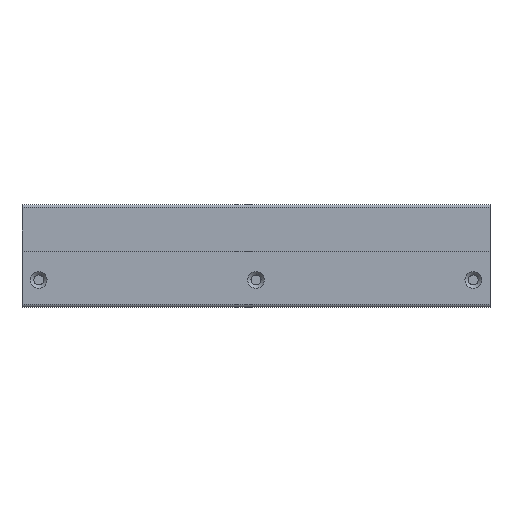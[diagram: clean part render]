
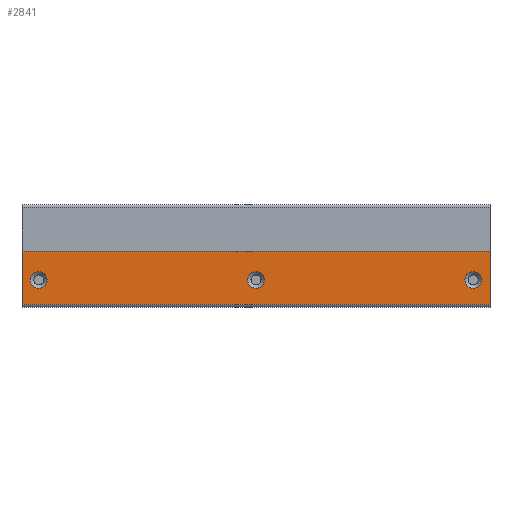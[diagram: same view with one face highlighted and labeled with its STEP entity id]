
A CAD part, top view. The second image highlights one B-rep face of the part: STEP entity #2841.
In plain terms, the highlighted planar face has unit normal (0, 0, 1).
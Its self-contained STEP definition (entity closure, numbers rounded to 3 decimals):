
#69 = FACE_BOUND ( 'NONE', #2296, .T. ) ;
#87 = EDGE_LOOP ( 'NONE', ( #3490 ) ) ;
#119 = ORIENTED_EDGE ( 'NONE', *, *, #1553, .T. ) ;
#170 = VERTEX_POINT ( 'NONE', #204 ) ;
#193 = DIRECTION ( 'NONE',  ( 0., 0., -1. ) ) ;
#204 = CARTESIAN_POINT ( 'NONE',  ( 0., -4.75, 34. ) ) ;
#221 = VECTOR ( 'NONE', #278, 1000. ) ;
#265 = EDGE_CURVE ( 'NONE', #954, #3252, #2435, .T. ) ;
#278 = DIRECTION ( 'NONE',  ( -1., 0., 0. ) ) ;
#314 = CARTESIAN_POINT ( 'NONE',  ( 65., -4.75, 34. ) ) ;
#325 = LINE ( 'NONE', #2847, #3117 ) ;
#423 = FACE_BOUND ( 'NONE', #87, .T. ) ;
#432 = CARTESIAN_POINT ( 'NONE',  ( 70., -14.492, 34. ) ) ;
#457 = FACE_BOUND ( 'NONE', #4044, .T. ) ;
#459 = CARTESIAN_POINT ( 'NONE',  ( 65., -7.25, 34. ) ) ;
#503 = CARTESIAN_POINT ( 'NONE',  ( 70., 1.4, 34. ) ) ;
#581 = CARTESIAN_POINT ( 'NONE',  ( 70., 1.4, 34. ) ) ;
#672 = CIRCLE ( 'NONE', #862, 2.5 ) ;
#711 = LINE ( 'NONE', #2584, #1927 ) ;
#744 = PLANE ( 'NONE',  #894 ) ;
#785 = FACE_OUTER_BOUND ( 'NONE', #2324, .T. ) ;
#807 = DIRECTION ( 'NONE',  ( 0., 1., 0. ) ) ;
#839 = EDGE_CURVE ( 'NONE', #170, #170, #2407, .T. ) ;
#862 = AXIS2_PLACEMENT_3D ( 'NONE', #459, #193, #807 ) ;
#894 = AXIS2_PLACEMENT_3D ( 'NONE', #2030, #2009, #2347 ) ;
#938 = CARTESIAN_POINT ( 'NONE',  ( -70., -14.492, 34. ) ) ;
#954 = VERTEX_POINT ( 'NONE', #968 ) ;
#968 = CARTESIAN_POINT ( 'NONE',  ( 70., 1.4, 34. ) ) ;
#973 = VERTEX_POINT ( 'NONE', #3785 ) ;
#1083 = DIRECTION ( 'NONE',  ( 0., 0., -1. ) ) ;
#1129 = DIRECTION ( 'NONE',  ( 0., 1., 0. ) ) ;
#1210 = VERTEX_POINT ( 'NONE', #314 ) ;
#1286 = VERTEX_POINT ( 'NONE', #938 ) ;
#1372 = DIRECTION ( 'NONE',  ( 0., 1., 0. ) ) ;
#1376 = EDGE_CURVE ( 'NONE', #954, #2189, #3095, .T. ) ;
#1427 = EDGE_CURVE ( 'NONE', #2189, #1286, #711, .T. ) ;
#1553 = EDGE_CURVE ( 'NONE', #1210, #1210, #672, .T. ) ;
#1626 = EDGE_CURVE ( 'NONE', #3252, #1286, #325, .T. ) ;
#1668 = ORIENTED_EDGE ( 'NONE', *, *, #1626, .F. ) ;
#1737 = CARTESIAN_POINT ( 'NONE',  ( -70., 1.4, 34. ) ) ;
#1880 = CIRCLE ( 'NONE', #2419, 2.5 ) ;
#1927 = VECTOR ( 'NONE', #2609, 1000. ) ;
#2009 = DIRECTION ( 'NONE',  ( 0., 0., -1. ) ) ;
#2030 = CARTESIAN_POINT ( 'NONE',  ( 70., 1.4, 34. ) ) ;
#2189 = VERTEX_POINT ( 'NONE', #1737 ) ;
#2296 = EDGE_LOOP ( 'NONE', ( #119 ) ) ;
#2324 = EDGE_LOOP ( 'NONE', ( #3146, #1668, #3126, #2341 ) ) ;
#2341 = ORIENTED_EDGE ( 'NONE', *, *, #1376, .T. ) ;
#2347 = DIRECTION ( 'NONE',  ( 0., 1., 0. ) ) ;
#2393 = ORIENTED_EDGE ( 'NONE', *, *, #839, .T. ) ;
#2403 = AXIS2_PLACEMENT_3D ( 'NONE', #3000, #2466, #1129 ) ;
#2407 = CIRCLE ( 'NONE', #2403, 2.5 ) ;
#2419 = AXIS2_PLACEMENT_3D ( 'NONE', #3889, #1083, #1372 ) ;
#2435 = LINE ( 'NONE', #503, #2887 ) ;
#2466 = DIRECTION ( 'NONE',  ( 0., 0., -1. ) ) ;
#2584 = CARTESIAN_POINT ( 'NONE',  ( -70., 1.4, 34. ) ) ;
#2607 = EDGE_CURVE ( 'NONE', #973, #973, #1880, .T. ) ;
#2609 = DIRECTION ( 'NONE',  ( 0., -1., 0. ) ) ;
#2760 = DIRECTION ( 'NONE',  ( -1., 0., 0. ) ) ;
#2841 = ADVANCED_FACE ( 'NONE', ( #423, #457, #69, #785 ), #744, .F. ) ;
#2847 = CARTESIAN_POINT ( 'NONE',  ( 70., -14.492, 34. ) ) ;
#2887 = VECTOR ( 'NONE', #3926, 1000. ) ;
#3000 = CARTESIAN_POINT ( 'NONE',  ( 0., -7.25, 34. ) ) ;
#3095 = LINE ( 'NONE', #581, #221 ) ;
#3117 = VECTOR ( 'NONE', #2760, 1000. ) ;
#3126 = ORIENTED_EDGE ( 'NONE', *, *, #265, .F. ) ;
#3146 = ORIENTED_EDGE ( 'NONE', *, *, #1427, .T. ) ;
#3252 = VERTEX_POINT ( 'NONE', #432 ) ;
#3490 = ORIENTED_EDGE ( 'NONE', *, *, #2607, .T. ) ;
#3785 = CARTESIAN_POINT ( 'NONE',  ( -65., -4.75, 34. ) ) ;
#3889 = CARTESIAN_POINT ( 'NONE',  ( -65., -7.25, 34. ) ) ;
#3926 = DIRECTION ( 'NONE',  ( 0., -1., 0. ) ) ;
#4044 = EDGE_LOOP ( 'NONE', ( #2393 ) ) ;
